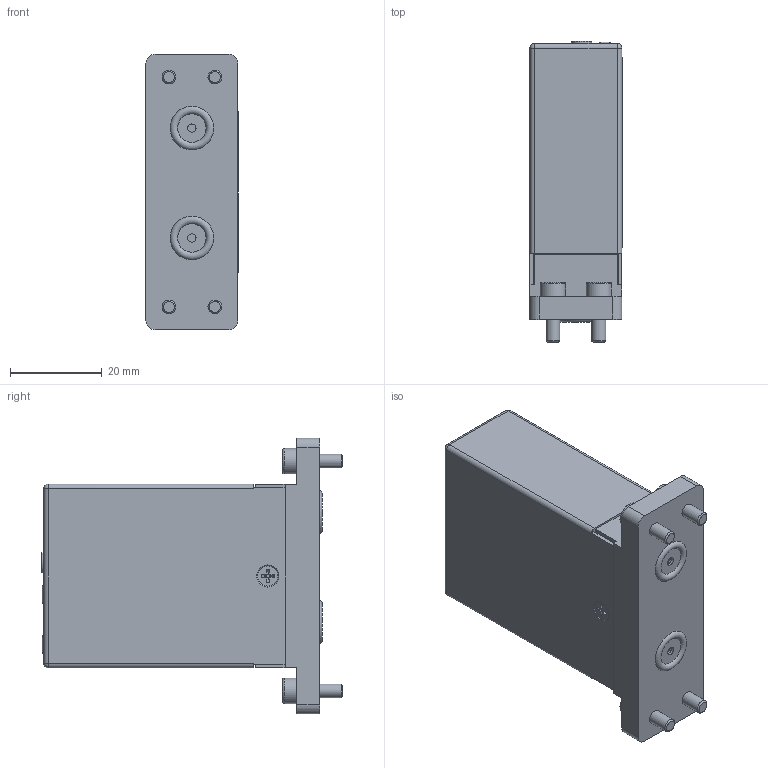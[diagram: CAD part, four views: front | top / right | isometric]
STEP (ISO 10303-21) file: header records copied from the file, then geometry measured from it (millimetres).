
FILE_DESCRIPTION(/* description */ (''),/* implementation_level */ '2;1');
FILE_NAME(/* name */ 'IQFD-100C.stp',/* time_stamp */ '2018-07-05T11:19:13+02:00',/* author */ ('r-gerrits'),/* organization */ (''),/* preprocessor_version */ 'ST-DEVELOPER v16.13',/* originating_system */ 'Autodesk Inventor 2018',/* authorisation */ '');
FILE_SCHEMA (('AUTOMOTIVE_DESIGN { 1 0 10303 214 3 1 1 }'));
Length unit declared in the file: millimetre
Products named in the file (1): Part9
Bounding box: 20.05 x 65.48 x 60 mm (x, y, z)
Volume: 48969.2 mm3; surface area: 12060.2 mm2
Topology: 1 solids, 3 shells, 283 faces, 729 edges, 467 vertices
Faces by surface type: plane 155, cylinder 63, cone 39, torus 18, sphere 8
Full cylindrical faces by diameter (mm): 1.8 x4, 2.224 x1, 2.459 x1, 3 x4, 4.1 x1, 4.264 x1, 4.4 x3, 5.5 x4
Entity records: 8524 total; most frequent: CARTESIAN_POINT 1570, DIRECTION 1399, ORIENTED_EDGE 1338, EDGE_CURVE 669, AXIS2_PLACEMENT_3D 506, VERTEX_POINT 453, LINE 387, VECTOR 387
